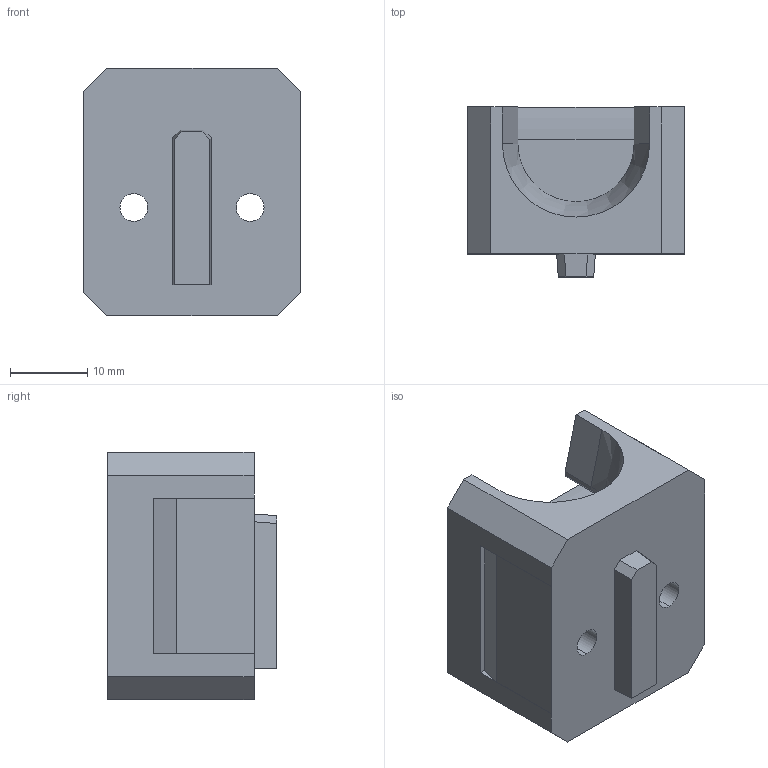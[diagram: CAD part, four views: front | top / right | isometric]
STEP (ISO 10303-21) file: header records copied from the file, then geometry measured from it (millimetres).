
FILE_DESCRIPTION (( 'STEP AP214' ), '1' );
FILE_NAME ('20mL Plastic Pusher v1.3.STEP', '2025-01-09T22:16:09', ( '' ), ( '' ), 'SwSTEP 2.0', 'SolidWorks 2024', '' );
FILE_SCHEMA (( 'AUTOMOTIVE_DESIGN' ));
Length unit declared in the file: millimetre
Products named in the file (1): 20mL Plastic Pusher v1.3
Bounding box: 28 x 21.93 x 32 mm (x, y, z)
Volume: 14010.7 mm3; surface area: 5025 mm2
Topology: 1 solids, 1 shells, 154 faces, 407 edges, 266 vertices
Faces by surface type: plane 97, bspline 42, cylinder 13, torus 1, cone 1
Entity records: 7550 total; most frequent: CARTESIAN_POINT 3958, ORIENTED_EDGE 814, DIRECTION 589, EDGE_CURVE 407, LINE 283, VECTOR 283, VERTEX_POINT 266, EDGE_LOOP 169
